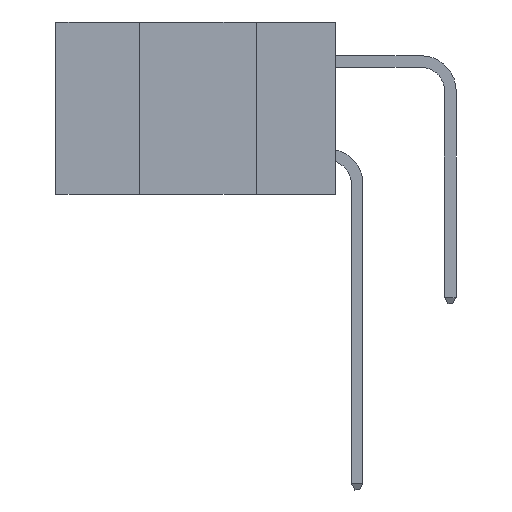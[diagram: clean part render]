
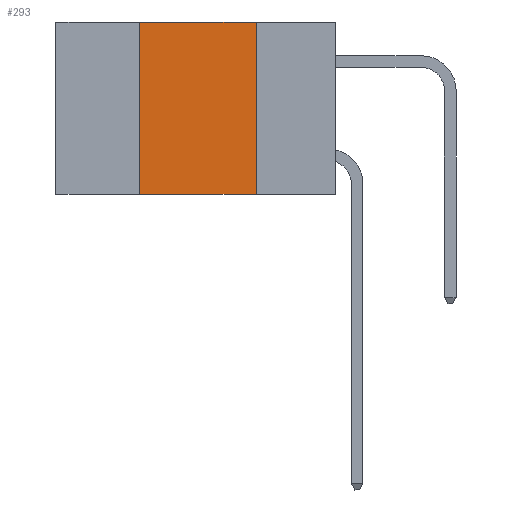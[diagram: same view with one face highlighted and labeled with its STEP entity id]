
A CAD part, left-side view. The second image highlights one B-rep face of the part: STEP entity #293.
In plain terms, the highlighted planar face has unit normal (-1, 0, 0).
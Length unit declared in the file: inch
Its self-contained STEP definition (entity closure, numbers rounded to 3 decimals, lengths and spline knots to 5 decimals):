
#111 = CARTESIAN_POINT ( 'NONE',  ( 0., 0.17, -0.37 ) ) ;
#265 = LINE ( 'NONE', #3752, #5513 ) ;
#293 = ADVANCED_FACE ( 'NONE', ( #11238 ), #6272, .F. ) ;
#426 = DIRECTION ( 'NONE',  ( 1., 0., 0. ) ) ;
#677 = EDGE_CURVE ( 'NONE', #5485, #1778, #7674, .T. ) ;
#887 = CARTESIAN_POINT ( 'NONE',  ( 0., 0.6, -0.37 ) ) ;
#1370 = ORIENTED_EDGE ( 'NONE', *, *, #9335, .F. ) ;
#1778 = VERTEX_POINT ( 'NONE', #111 ) ;
#2156 = AXIS2_PLACEMENT_3D ( 'NONE', #2391, #426, #7654 ) ;
#2391 = CARTESIAN_POINT ( 'NONE',  ( 0., 0.6, 0. ) ) ;
#3038 = ORIENTED_EDGE ( 'NONE', *, *, #12586, .F. ) ;
#3116 = VECTOR ( 'NONE', #11059, 39.37008 ) ;
#3151 = LINE ( 'NONE', #5360, #11028 ) ;
#3752 = CARTESIAN_POINT ( 'NONE',  ( 0., 0.6, 0. ) ) ;
#3827 = EDGE_CURVE ( 'NONE', #5485, #9673, #10995, .T. ) ;
#4353 = CARTESIAN_POINT ( 'NONE',  ( 0., 0.42, -0.37 ) ) ;
#5360 = CARTESIAN_POINT ( 'NONE',  ( 0., 0.17, 0. ) ) ;
#5485 = VERTEX_POINT ( 'NONE', #4353 ) ;
#5513 = VECTOR ( 'NONE', #10950, 39.37008 ) ;
#6272 = PLANE ( 'NONE',  #2156 ) ;
#6333 = CARTESIAN_POINT ( 'NONE',  ( 0., 0.17, 0. ) ) ;
#7351 = VECTOR ( 'NONE', #9243, 39.37008 ) ;
#7577 = EDGE_LOOP ( 'NONE', ( #1370, #3038, #10623, #12357 ) ) ;
#7654 = DIRECTION ( 'NONE',  ( 0., 0., -1. ) ) ;
#7674 = LINE ( 'NONE', #887, #7351 ) ;
#9243 = DIRECTION ( 'NONE',  ( 0., -1., 0. ) ) ;
#9335 = EDGE_CURVE ( 'NONE', #11685, #1778, #3151, .T. ) ;
#9673 = VERTEX_POINT ( 'NONE', #9939 ) ;
#9939 = CARTESIAN_POINT ( 'NONE',  ( 0., 0.42, 0. ) ) ;
#10623 = ORIENTED_EDGE ( 'NONE', *, *, #3827, .F. ) ;
#10950 = DIRECTION ( 'NONE',  ( 0., -1., 0. ) ) ;
#10995 = LINE ( 'NONE', #11120, #3116 ) ;
#11028 = VECTOR ( 'NONE', #11528, 39.37008 ) ;
#11059 = DIRECTION ( 'NONE',  ( 0., 0., 1. ) ) ;
#11120 = CARTESIAN_POINT ( 'NONE',  ( 0., 0.42, 0. ) ) ;
#11238 = FACE_OUTER_BOUND ( 'NONE', #7577, .T. ) ;
#11528 = DIRECTION ( 'NONE',  ( 0., 0., -1. ) ) ;
#11685 = VERTEX_POINT ( 'NONE', #6333 ) ;
#12357 = ORIENTED_EDGE ( 'NONE', *, *, #677, .T. ) ;
#12586 = EDGE_CURVE ( 'NONE', #9673, #11685, #265, .T. ) ;
